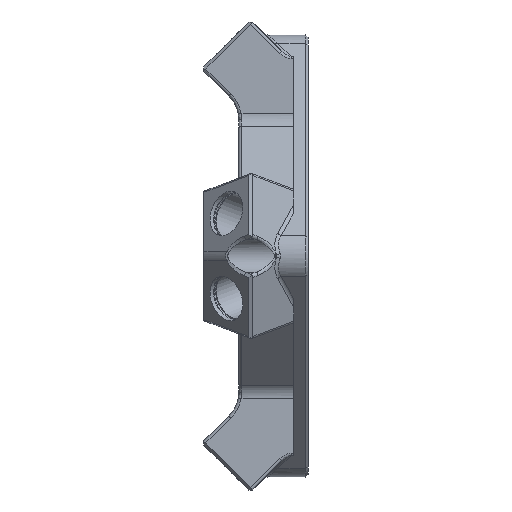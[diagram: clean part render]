
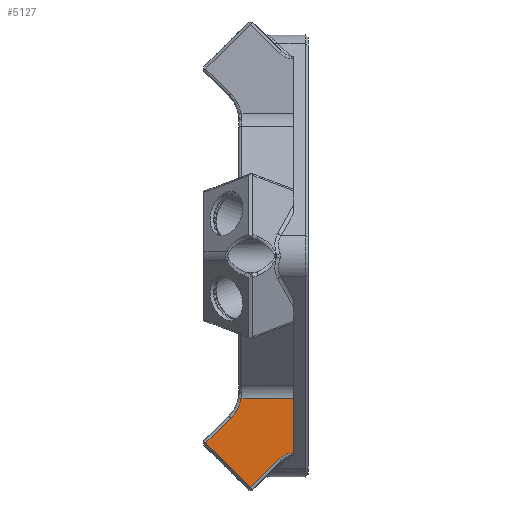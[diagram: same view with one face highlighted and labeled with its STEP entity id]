
A CAD part, left-side view. The second image highlights one B-rep face of the part: STEP entity #5127.
In plain terms, the highlighted planar face has unit normal (-1, 0, 0).
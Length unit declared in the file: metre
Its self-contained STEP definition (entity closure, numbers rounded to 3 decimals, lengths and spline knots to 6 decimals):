
#314=ELLIPSE('',#5591,0.004763,0.00275);
#566=LINE('',#8485,#918);
#567=LINE('',#8487,#919);
#568=LINE('',#8489,#920);
#569=LINE('',#8493,#921);
#570=LINE('',#8495,#922);
#571=LINE('',#8497,#923);
#918=VECTOR('',#6604,1.);
#919=VECTOR('',#6605,1.);
#920=VECTOR('',#6606,1.);
#921=VECTOR('',#6609,1.);
#922=VECTOR('',#6610,1.);
#923=VECTOR('',#6611,1.);
#1471=ORIENTED_EDGE('',*,*,#2934,.T.);
#1472=ORIENTED_EDGE('',*,*,#2935,.T.);
#1473=ORIENTED_EDGE('',*,*,#2936,.T.);
#1474=ORIENTED_EDGE('',*,*,#2937,.T.);
#1475=ORIENTED_EDGE('',*,*,#2938,.T.);
#1476=ORIENTED_EDGE('',*,*,#2939,.T.);
#1477=ORIENTED_EDGE('',*,*,#2940,.F.);
#1478=ORIENTED_EDGE('',*,*,#2941,.T.);
#2934=EDGE_CURVE('',#3675,#3676,#3944,.F.);
#2935=EDGE_CURVE('',#3676,#3677,#566,.F.);
#2936=EDGE_CURVE('',#3677,#3678,#567,.T.);
#2937=EDGE_CURVE('',#3678,#3679,#568,.F.);
#2938=EDGE_CURVE('',#3679,#3680,#314,.F.);
#2939=EDGE_CURVE('',#3680,#3681,#569,.F.);
#2940=EDGE_CURVE('',#3682,#3681,#570,.T.);
#2941=EDGE_CURVE('',#3682,#3675,#571,.T.);
#3675=VERTEX_POINT('',#8483);
#3676=VERTEX_POINT('',#8484);
#3677=VERTEX_POINT('',#8486);
#3678=VERTEX_POINT('',#8488);
#3679=VERTEX_POINT('',#8490);
#3680=VERTEX_POINT('',#8492);
#3681=VERTEX_POINT('',#8494);
#3682=VERTEX_POINT('',#8496);
#3944=CIRCLE('',#5590,0.013);
#4233=EDGE_LOOP('',(#1471,#1472,#1473,#1474,#1475,#1476,#1477,#1478));
#4645=FACE_BOUND('',#4233,.T.);
#4972=PLANE('',#5589);
#5127=ADVANCED_FACE('',(#4645),#4972,.T.);
#5589=AXIS2_PLACEMENT_3D('',#8481,#6600,#6601);
#5590=AXIS2_PLACEMENT_3D('',#8482,#6602,#6603);
#5591=AXIS2_PLACEMENT_3D('',#8491,#6607,#6608);
#6600=DIRECTION('',(-1.,0.,0.));
#6601=DIRECTION('',(0.,0.,1.));
#6602=DIRECTION('',(-1.,0.,0.));
#6603=DIRECTION('',(0.,0.,1.));
#6604=DIRECTION('',(0.,-0.707,0.707));
#6605=DIRECTION('',(0.,-0.707,-0.707));
#6606=DIRECTION('',(0.,0.707,-0.707));
#6607=DIRECTION('',(-1.,0.,0.));
#6608=DIRECTION('',(0.,0.707,-0.707));
#6609=DIRECTION('',(0.,1.,0.));
#6610=DIRECTION('',(0.,0.,-1.));
#6611=DIRECTION('',(0.,1.,0.));
#8481=CARTESIAN_POINT('',(-0.012,0.,0.));
#8482=CARTESIAN_POINT('',(-0.012,0.036,-0.046879));
#8483=CARTESIAN_POINT('',(-0.012,0.023231,-0.04932));
#8484=CARTESIAN_POINT('',(-0.012,0.026808,-0.056071));
#8485=CARTESIAN_POINT('',(-0.012,0.035369,-0.064633));
#8486=CARTESIAN_POINT('',(-0.012,0.035369,-0.064633));
#8487=CARTESIAN_POINT('',(-0.012,0.019106,-0.080897));
#8488=CARTESIAN_POINT('',(-0.012,0.019813,-0.080189));
#8489=CARTESIAN_POINT('',(-0.012,0.008764,-0.069141));
#8490=CARTESIAN_POINT('',(-0.012,0.009764,-0.070141));
#8491=CARTESIAN_POINT('',(-0.012,0.00782,-0.072085));
#8492=CARTESIAN_POINT('',(-0.012,0.005875,-0.068196));
#8493=CARTESIAN_POINT('',(-0.012,0.005,-0.068196));
#8494=CARTESIAN_POINT('',(-0.012,0.005,-0.068196));
#8495=CARTESIAN_POINT('',(-0.012,0.005,0.));
#8496=CARTESIAN_POINT('',(-0.012,0.005,-0.04932));
#8497=CARTESIAN_POINT('',(-0.012,-0.069308,-0.04932));
